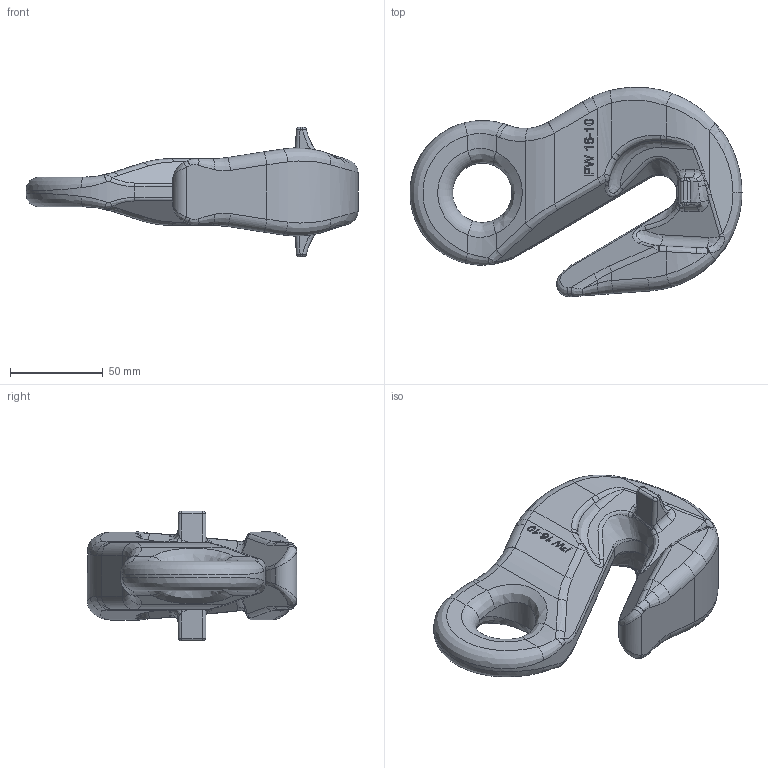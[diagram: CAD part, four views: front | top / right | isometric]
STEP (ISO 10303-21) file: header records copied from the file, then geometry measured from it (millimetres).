
FILE_DESCRIPTION(/* description */ (''),/* implementation_level */ '2;1');
FILE_NAME(/* name */ 'pewag_PW_16.stp',/* time_stamp */ '2022-06-29T09:38:28+02:00',/* author */ (''),/* organization */ (''),/* preprocessor_version */ 'ST-DEVELOPER v16',/* originating_system */ 'SIEMENS PLM Software NX 11.0',/* authorisation */ '');
FILE_SCHEMA (('AUTOMOTIVE_DESIGN { 1 0 10303 214 3 1 1 1 }'));
Length unit declared in the file: millimetre
Products named in the file (1): KSE44B0A9CF4jzq
Bounding box: 179.02 x 112.98 x 70 mm (x, y, z)
Volume: 375832.7 mm3; surface area: 44370.3 mm2
Topology: 1 solids, 1 shells, 396 faces, 946 edges, 568 vertices
Faces by surface type: bspline 174, plane 105, extrusion 60, cylinder 52, torus 5
Entity records: 20682 total; most frequent: CARTESIAN_POINT 13267, ORIENTED_EDGE 1882, EDGE_CURVE 941, DIRECTION 899, B_SPLINE_CURVE_WITH_KNOTS 592, VERTEX_POINT 568, EDGE_LOOP 419, ADVANCED_FACE 396
